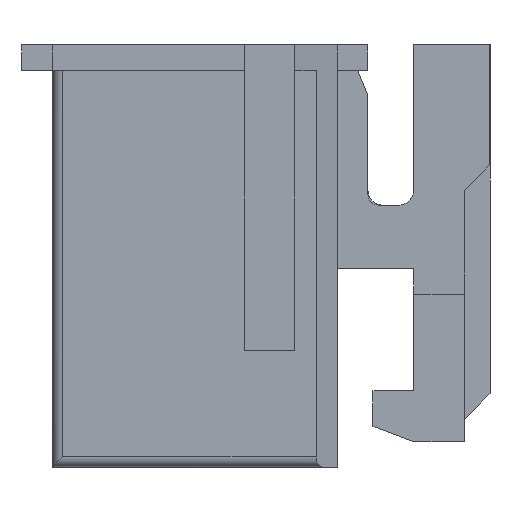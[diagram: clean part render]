
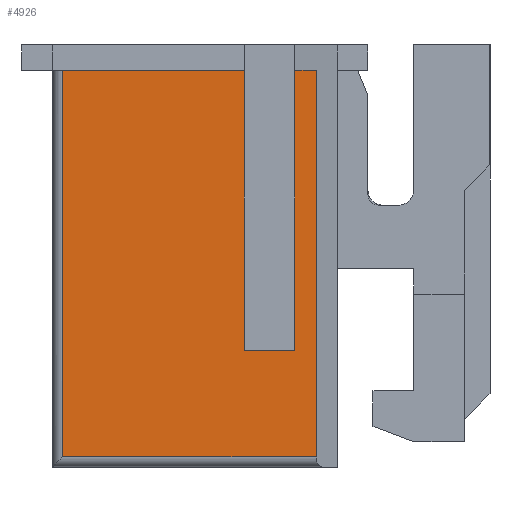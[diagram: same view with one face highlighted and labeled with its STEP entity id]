
A CAD part, left-side view. The second image highlights one B-rep face of the part: STEP entity #4926.
In plain terms, the highlighted planar face has unit normal (-1, 0, 0).
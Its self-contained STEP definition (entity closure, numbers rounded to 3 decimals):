
#165 = VERTEX_POINT ( 'NONE', #4074 ) ;
#738 = CARTESIAN_POINT ( 'NONE',  ( -10.35, -2.382, 0.2 ) ) ;
#795 = CARTESIAN_POINT ( 'NONE',  ( -10.35, -1.965, 7.8 ) ) ;
#826 = EDGE_CURVE ( 'NONE', #5042, #13014, #11327, .T. ) ;
#1250 = VERTEX_POINT ( 'NONE', #3903 ) ;
#2094 = CARTESIAN_POINT ( 'NONE',  ( -10.35, 2.8, 0. ) ) ;
#2229 = ORIENTED_EDGE ( 'NONE', *, *, #7073, .F. ) ;
#2521 = DIRECTION ( 'NONE',  ( 0., 0., 1. ) ) ;
#2815 = ORIENTED_EDGE ( 'NONE', *, *, #13584, .T. ) ;
#3529 = DIRECTION ( 'NONE',  ( -1., 0., 0. ) ) ;
#3654 = LINE ( 'NONE', #15305, #7487 ) ;
#3903 = CARTESIAN_POINT ( 'NONE',  ( -10.35, -2.383, 7.8 ) ) ;
#4074 = CARTESIAN_POINT ( 'NONE',  ( -10.35, -1.965, 2.5 ) ) ;
#4089 = CARTESIAN_POINT ( 'NONE',  ( -10.35, 2.6, 7.8 ) ) ;
#4926 = ADVANCED_FACE ( 'NONE', ( #13519 ), #12080, .T. ) ;
#5042 = VERTEX_POINT ( 'NONE', #738 ) ;
#5259 = CARTESIAN_POINT ( 'NONE',  ( -10.35, -2.383, 0.2 ) ) ;
#5320 = VECTOR ( 'NONE', #6136, 1000. ) ;
#6136 = DIRECTION ( 'NONE',  ( 0., 0., -1. ) ) ;
#6178 = VECTOR ( 'NONE', #18047, 1000. ) ;
#6342 = CARTESIAN_POINT ( 'NONE',  ( -10.35, 2.6, 7.8 ) ) ;
#6361 = VECTOR ( 'NONE', #15660, 1000. ) ;
#7032 = LINE ( 'NONE', #11453, #18554 ) ;
#7073 = EDGE_CURVE ( 'NONE', #18212, #1250, #18304, .T. ) ;
#7160 = CARTESIAN_POINT ( 'NONE',  ( -10.35, -1.965, 7.8 ) ) ;
#7262 = DIRECTION ( 'NONE',  ( 0., 0., -1. ) ) ;
#7286 = LINE ( 'NONE', #13063, #18879 ) ;
#7407 = EDGE_CURVE ( 'NONE', #8917, #13014, #7775, .T. ) ;
#7487 = VECTOR ( 'NONE', #10764, 1000. ) ;
#7735 = CARTESIAN_POINT ( 'NONE',  ( -10.35, -1.965, 2.5 ) ) ;
#7775 = LINE ( 'NONE', #6342, #5320 ) ;
#8917 = VERTEX_POINT ( 'NONE', #4089 ) ;
#9288 = DIRECTION ( 'NONE',  ( 0., 0., 1. ) ) ;
#9823 = DIRECTION ( 'NONE',  ( 0., -1., 0. ) ) ;
#10484 = EDGE_CURVE ( 'NONE', #165, #17436, #17943, .T. ) ;
#10764 = DIRECTION ( 'NONE',  ( 0., -1., 0. ) ) ;
#11064 = CARTESIAN_POINT ( 'NONE',  ( -10.35, -1.965, 7.8 ) ) ;
#11327 = LINE ( 'NONE', #5259, #6361 ) ;
#11453 = CARTESIAN_POINT ( 'NONE',  ( -10.35, -2.383, 0.2 ) ) ;
#12080 = PLANE ( 'NONE',  #12128 ) ;
#12128 = AXIS2_PLACEMENT_3D ( 'NONE', #2094, #3529, #9288 ) ;
#12553 = CARTESIAN_POINT ( 'NONE',  ( -10.35, -0.965, 2.5 ) ) ;
#12784 = CARTESIAN_POINT ( 'NONE',  ( -10.35, 2.6, 0.2 ) ) ;
#12886 = EDGE_CURVE ( 'NONE', #8917, #13636, #3654, .T. ) ;
#13014 = VERTEX_POINT ( 'NONE', #12784 ) ;
#13063 = CARTESIAN_POINT ( 'NONE',  ( -10.35, -0.965, 7.8 ) ) ;
#13108 = EDGE_CURVE ( 'NONE', #13636, #17436, #7286, .T. ) ;
#13135 = LINE ( 'NONE', #7160, #16405 ) ;
#13519 = FACE_OUTER_BOUND ( 'NONE', #14101, .T. ) ;
#13584 = EDGE_CURVE ( 'NONE', #18212, #165, #13135, .T. ) ;
#13636 = VERTEX_POINT ( 'NONE', #19011 ) ;
#13801 = EDGE_CURVE ( 'NONE', #5042, #1250, #7032, .T. ) ;
#14101 = EDGE_LOOP ( 'NONE', ( #16570, #2229, #2815, #18546, #16904, #18969, #18149, #17222 ) ) ;
#15305 = CARTESIAN_POINT ( 'NONE',  ( -10.35, 2.6, 7.8 ) ) ;
#15660 = DIRECTION ( 'NONE',  ( 0., 1., 0. ) ) ;
#16405 = VECTOR ( 'NONE', #7262, 1000. ) ;
#16437 = DIRECTION ( 'NONE',  ( 0., 0., -1. ) ) ;
#16570 = ORIENTED_EDGE ( 'NONE', *, *, #13801, .T. ) ;
#16904 = ORIENTED_EDGE ( 'NONE', *, *, #13108, .F. ) ;
#16990 = VECTOR ( 'NONE', #9823, 1000. ) ;
#17222 = ORIENTED_EDGE ( 'NONE', *, *, #826, .F. ) ;
#17436 = VERTEX_POINT ( 'NONE', #12553 ) ;
#17943 = LINE ( 'NONE', #7735, #6178 ) ;
#18047 = DIRECTION ( 'NONE',  ( 0., 1., 0. ) ) ;
#18149 = ORIENTED_EDGE ( 'NONE', *, *, #7407, .T. ) ;
#18212 = VERTEX_POINT ( 'NONE', #11064 ) ;
#18304 = LINE ( 'NONE', #795, #16990 ) ;
#18546 = ORIENTED_EDGE ( 'NONE', *, *, #10484, .T. ) ;
#18554 = VECTOR ( 'NONE', #2521, 1000. ) ;
#18879 = VECTOR ( 'NONE', #16437, 1000. ) ;
#18969 = ORIENTED_EDGE ( 'NONE', *, *, #12886, .F. ) ;
#19011 = CARTESIAN_POINT ( 'NONE',  ( -10.35, -0.965, 7.8 ) ) ;
